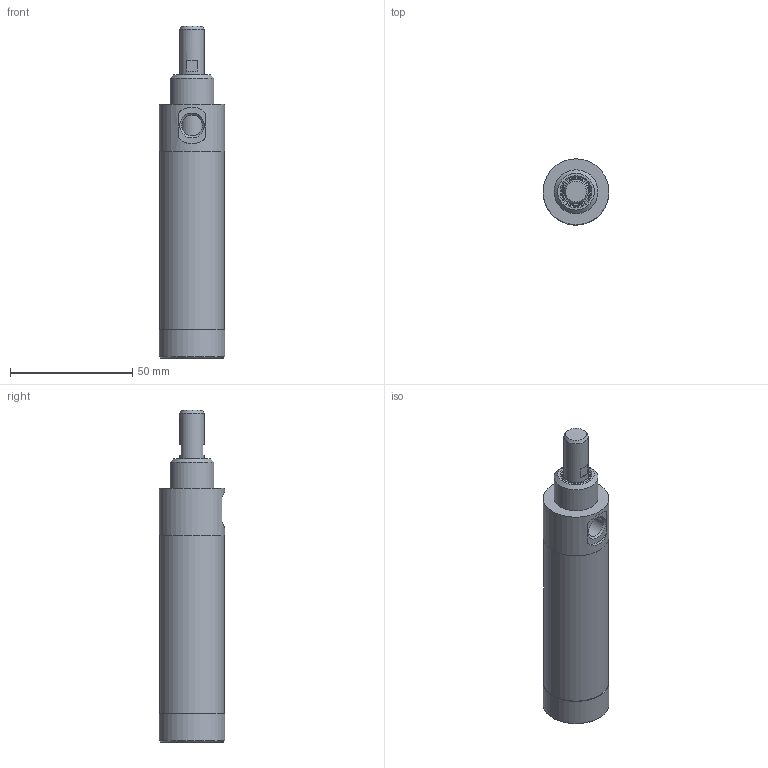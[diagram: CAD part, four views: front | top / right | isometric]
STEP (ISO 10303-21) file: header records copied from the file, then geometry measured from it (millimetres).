
FILE_DESCRIPTION((''),'2;1');
FILE_NAME('CDEM25_50E2.stp','2014-09-17T15:47:10',('pc6'),(''),'Autodesk Inventor 2011','Autodesk Inventor 2011','');
FILE_SCHEMA(('AUTOMOTIVE_DESIGN { 1 0 10303 214 1 1 1 1 }'));
Length unit declared in the file: millimetre
Products named in the file (1): Parte2
Bounding box: 27 x 27 x 136 mm (x, y, z)
Volume: 38945.9 mm3; surface area: 24584.7 mm2
Topology: 1 solids, 9 shells, 123 faces, 266 edges, 167 vertices
Faces by surface type: plane 54, cylinder 36, cone 31, torus 2
Full cylindrical faces by diameter (mm): 2 x1, 6.647 x1, 8.566 x2, 10 x3, 10.302 x1, 10.5 x1, 11.595 x1, 12 x1, 12.1 x1, 12.643 x1, 15.3 x1, 18 x3, 22.9 x2, 23.858 x1, 24.95 x3, 25 x7, 26.5 x1, 27 x2
Entity records: 3134 total; most frequent: CARTESIAN_POINT 552, DIRECTION 538, ORIENTED_EDGE 356, AXIS2_PLACEMENT_3D 242, EDGE_LOOP 220, EDGE_CURVE 178, VERTEX_POINT 146, STYLED_ITEM 124
